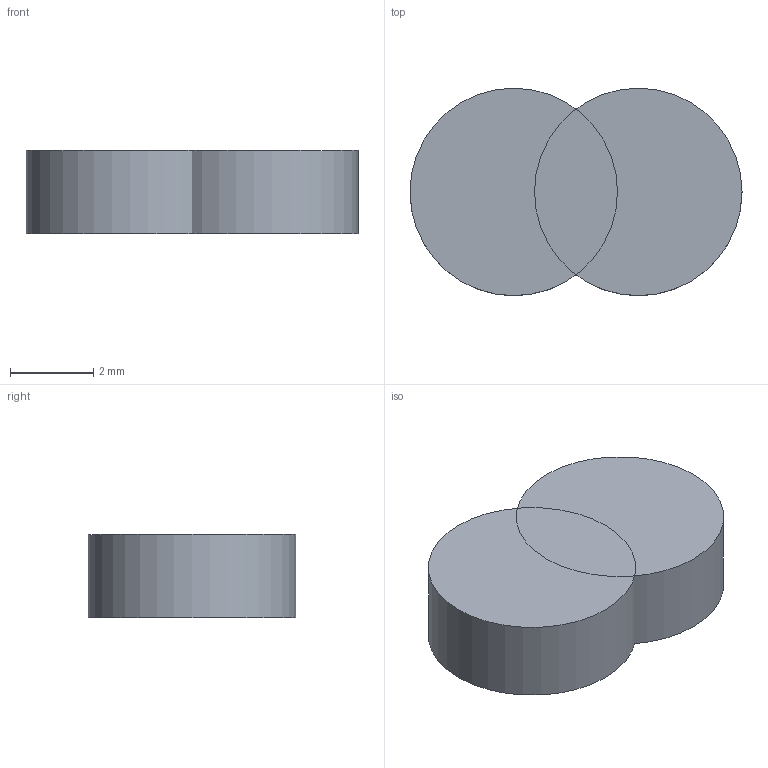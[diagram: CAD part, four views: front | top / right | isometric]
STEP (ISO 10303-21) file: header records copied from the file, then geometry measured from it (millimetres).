
FILE_DESCRIPTION(('Open CASCADE Model'),'2;1');
FILE_NAME('Open CASCADE Shape Model','2020-08-07T12:17:06',('Author'),( 'Open CASCADE'),'Open CASCADE STEP processor 7.4','Open CASCADE 7.4' ,'Unknown');
FILE_SCHEMA(('AUTOMOTIVE_DESIGN { 1 0 10303 214 1 1 1 1 }'));
Length unit declared in the file: millimetre
Products named in the file (3): dgac_assembly; koh_cylinder; koh_cyl2
Assembly tree (2 placements, depth 2):
  dgac_assembly
    koh_cylinder
    koh_cyl2
Bounding box: 8 x 5 x 2 mm (x, y, z)
Volume: 78.5 mm3; surface area: 141.4 mm2
Topology: 2 solids, 2 shells, 6 faces, 6 edges, 4 vertices
Faces by surface type: plane 4, cylinder 2
Full cylindrical faces by diameter (mm): 5 x2
Entity records: 262 total; most frequent: DIRECTION 40, CARTESIAN_POINT 31, AXIS2_PLACEMENT_3D 13, ORIENTED_EDGE 12, PCURVE 12, DEFINITIONAL_REPRESENTATION 12, LINE 10, VECTOR 10
